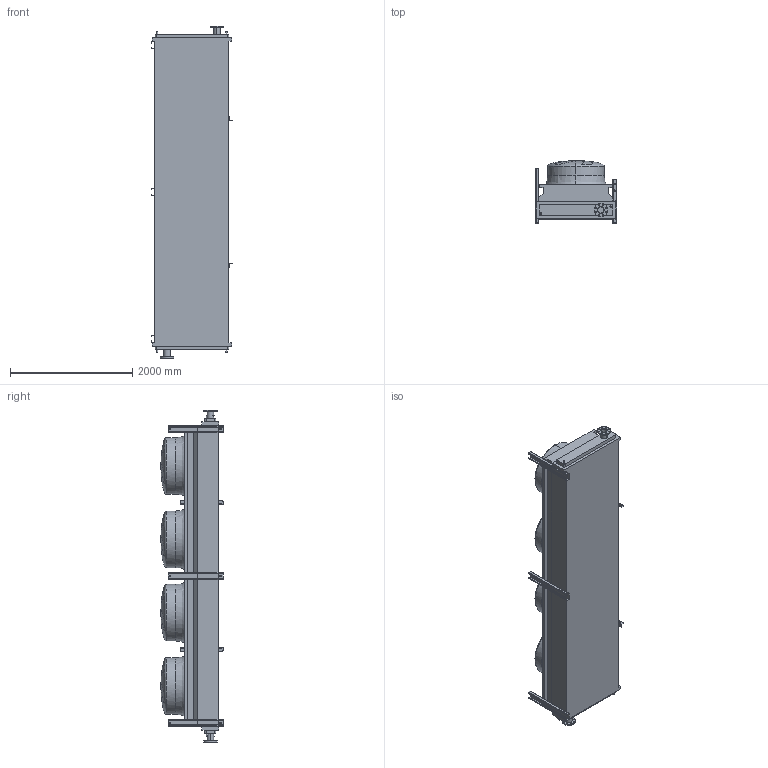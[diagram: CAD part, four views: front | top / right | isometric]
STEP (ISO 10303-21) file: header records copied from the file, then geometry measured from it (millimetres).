
FILE_DESCRIPTION (( 'STEP AP203' ), '1' );
FILE_NAME ('BOAS_04M-V-OS.step', '2022-05-06T11:46:56', ( '' ), ( '' ), 'SwSTEP 2.0', 'SolidWorks 2019', '' );
FILE_SCHEMA (( 'CONFIG_CONTROL_DESIGN' ));
Length unit declared in the file: millimetre
Products named in the file (1): BOAS_04M-V-OS
Bounding box: 1328 x 1016 x 5430 mm (x, y, z)
Volume: 4269200421 mm3; surface area: 25776611.7 mm2
Topology: 6 solids, 6 shells, 320 faces, 904 edges, 612 vertices
Faces by surface type: cylinder 156, plane 120, bspline 44
Entity records: 15331 total; most frequent: CARTESIAN_POINT 6845, ORIENTED_EDGE 1792, DIRECTION 1726, EDGE_CURVE 896, AXIS2_PLACEMENT_3D 637, VERTEX_POINT 612, VECTOR 452, LINE 452
